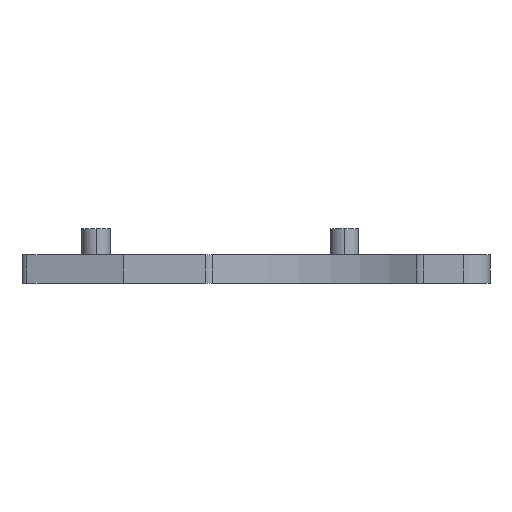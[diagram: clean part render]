
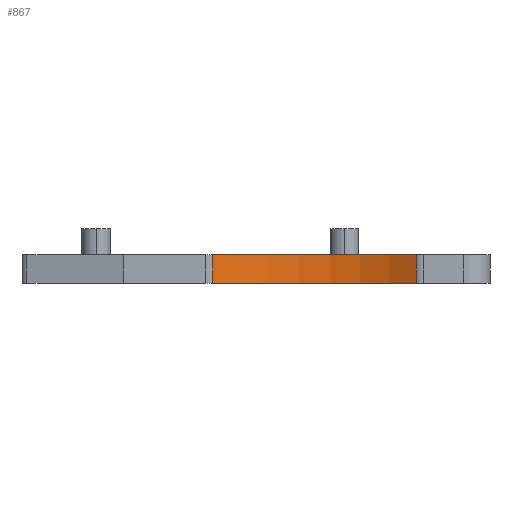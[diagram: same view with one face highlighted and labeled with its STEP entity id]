
A CAD part, left-side view. The second image highlights one B-rep face of the part: STEP entity #867.
In plain terms, the highlighted cylindrical face has radius 15 mm (diameter 30 mm), a partial arc.
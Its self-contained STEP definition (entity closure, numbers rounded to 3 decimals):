
#19=CARTESIAN_POINT('',(-159.191,48.092,0.));
#20=DIRECTION('',(0.,0.,-1.));
#21=DIRECTION('',(0.853,0.522,0.));
#22=AXIS2_PLACEMENT_3D('',#19,#20,#21);
#185=DIRECTION('',(0.,0.,1.));
#186=VECTOR('',#185,2.2);
#187=CARTESIAN_POINT('',(-146.394,40.267,0.));
#188=LINE('',#187,#186);
#189=DIRECTION('',(0.,0.,1.));
#190=VECTOR('',#189,2.2);
#191=CARTESIAN_POINT('',(-146.394,55.918,0.));
#192=LINE('',#191,#190);
#295=CARTESIAN_POINT('',(-159.191,48.092,2.2));
#296=DIRECTION('',(0.,0.,-1.));
#297=DIRECTION('',(0.853,0.522,0.));
#298=AXIS2_PLACEMENT_3D('',#295,#296,#297);
#405=CARTESIAN_POINT('',(-146.394,55.918,0.));
#406=VERTEX_POINT('',#405);
#407=CARTESIAN_POINT('',(-146.394,40.267,0.));
#408=VERTEX_POINT('',#407);
#453=CARTESIAN_POINT('',(-146.394,55.918,2.2));
#454=VERTEX_POINT('',#453);
#455=CARTESIAN_POINT('',(-146.394,40.267,2.2));
#456=VERTEX_POINT('',#455);
#854=CARTESIAN_POINT('',(-159.191,48.092,0.));
#855=DIRECTION('',(0.,0.,1.));
#856=DIRECTION('',(1.,0.,0.));
#857=AXIS2_PLACEMENT_3D('',#854,#855,#856);
#858=CYLINDRICAL_SURFACE('',#857,15.);
#859=ORIENTED_EDGE('',*,*,#530,.F.);
#861=ORIENTED_EDGE('',*,*,#860,.T.);
#863=ORIENTED_EDGE('',*,*,#862,.T.);
#864=ORIENTED_EDGE('',*,*,#846,.F.);
#865=EDGE_LOOP('',(#859,#861,#863,#864));
#866=FACE_OUTER_BOUND('',#865,.F.);
#867=ADVANCED_FACE('',(#866),#858,.F.);
#23=CIRCLE('',#22,15.);
#299=CIRCLE('',#298,15.);
#530=EDGE_CURVE('',#406,#408,#23,.T.);
#846=EDGE_CURVE('',#408,#456,#188,.T.);
#860=EDGE_CURVE('',#406,#454,#192,.T.);
#862=EDGE_CURVE('',#454,#456,#299,.T.);
